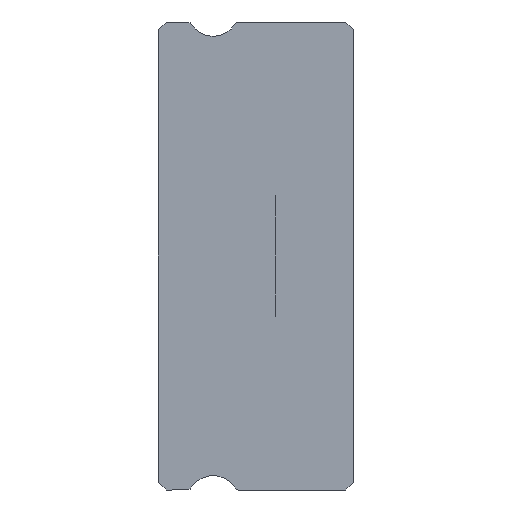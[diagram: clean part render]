
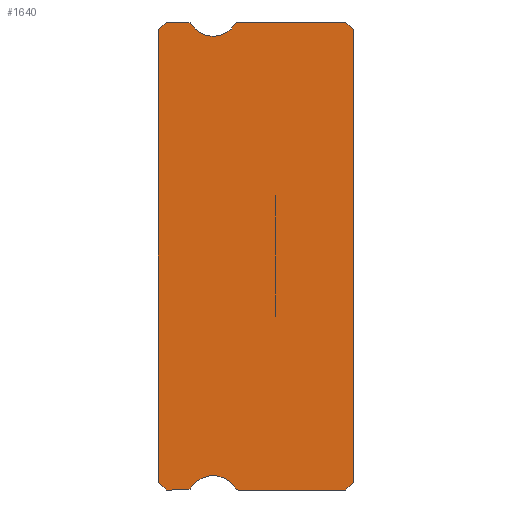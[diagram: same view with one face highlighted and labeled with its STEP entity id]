
A CAD part, left-side view. The second image highlights one B-rep face of the part: STEP entity #1640.
In plain terms, the highlighted planar face has unit normal (-1, 0, 0).
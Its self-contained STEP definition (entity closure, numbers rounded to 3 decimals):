
#66 = CARTESIAN_POINT ( 'NONE',  ( -5., 4.547, -8.928 ) ) ;
#69 = LINE ( 'NONE', #3867, #3598 ) ;
#155 = CARTESIAN_POINT ( 'NONE',  ( -5., 0., 8.7 ) ) ;
#193 = AXIS2_PLACEMENT_3D ( 'NONE', #3853, #495, #899 ) ;
#194 = VERTEX_POINT ( 'NONE', #575 ) ;
#202 = CARTESIAN_POINT ( 'NONE',  ( -5., 7.2, 9. ) ) ;
#228 = LINE ( 'NONE', #155, #1392 ) ;
#238 = VECTOR ( 'NONE', #4830, 1000. ) ;
#242 = DIRECTION ( 'NONE',  ( 0., 0., -1. ) ) ;
#262 = DIRECTION ( 'NONE',  ( 0., -0.707, -0.707 ) ) ;
#380 = CARTESIAN_POINT ( 'NONE',  ( -5., 7.5, 8.85 ) ) ;
#383 = CIRCLE ( 'NONE', #1938, 0.15 ) ;
#429 = PLANE ( 'NONE',  #4797 ) ;
#444 = CARTESIAN_POINT ( 'NONE',  ( -5., 6.381, -9. ) ) ;
#495 = DIRECTION ( 'NONE',  ( -1., 0., 0. ) ) ;
#522 = CARTESIAN_POINT ( 'NONE',  ( -5., 4.419, -9. ) ) ;
#523 = VERTEX_POINT ( 'NONE', #522 ) ;
#540 = ORIENTED_EDGE ( 'NONE', *, *, #2185, .F. ) ;
#564 = ORIENTED_EDGE ( 'NONE', *, *, #3987, .F. ) ;
#575 = CARTESIAN_POINT ( 'NONE',  ( -5., 6.381, 9. ) ) ;
#595 = ORIENTED_EDGE ( 'NONE', *, *, #3315, .F. ) ;
#609 = AXIS2_PLACEMENT_3D ( 'NONE', #3282, #3593, #3235 ) ;
#663 = VERTEX_POINT ( 'NONE', #1734 ) ;
#680 = CARTESIAN_POINT ( 'NONE',  ( -5., 6.253, -8.928 ) ) ;
#858 = CARTESIAN_POINT ( 'NONE',  ( -5., 7.2, -9. ) ) ;
#872 = ORIENTED_EDGE ( 'NONE', *, *, #2110, .T. ) ;
#893 = DIRECTION ( 'NONE',  ( 1., 0., 0. ) ) ;
#899 = DIRECTION ( 'NONE',  ( 0., 0., -1. ) ) ;
#904 = CARTESIAN_POINT ( 'NONE',  ( -5., 5.4, 9.45 ) ) ;
#918 = DIRECTION ( 'NONE',  ( 0., 0., 1. ) ) ;
#925 = ORIENTED_EDGE ( 'NONE', *, *, #4213, .T. ) ;
#1016 = DIRECTION ( 'NONE',  ( 1., 0., 0. ) ) ;
#1020 = LINE ( 'NONE', #3612, #3047 ) ;
#1060 = VERTEX_POINT ( 'NONE', #4702 ) ;
#1066 = CIRCLE ( 'NONE', #1697, 1. ) ;
#1149 = VECTOR ( 'NONE', #2164, 1000. ) ;
#1153 = CARTESIAN_POINT ( 'NONE',  ( -5., 6.381, -9. ) ) ;
#1194 = CARTESIAN_POINT ( 'NONE',  ( -5., 4.419, 9. ) ) ;
#1230 = AXIS2_PLACEMENT_3D ( 'NONE', #2801, #4629, #1681 ) ;
#1249 = LINE ( 'NONE', #2760, #1531 ) ;
#1284 = ORIENTED_EDGE ( 'NONE', *, *, #4730, .F. ) ;
#1316 = CARTESIAN_POINT ( 'NONE',  ( -5., 7.5, 8.7 ) ) ;
#1330 = LINE ( 'NONE', #4331, #4308 ) ;
#1333 = ORIENTED_EDGE ( 'NONE', *, *, #2870, .T. ) ;
#1342 = DIRECTION ( 'NONE',  ( 0., 0.707, -0.707 ) ) ;
#1392 = VECTOR ( 'NONE', #918, 1000. ) ;
#1404 = DIRECTION ( 'NONE',  ( 0., 0., 1. ) ) ;
#1469 = DIRECTION ( 'NONE',  ( 0., 0., -1. ) ) ;
#1531 = VECTOR ( 'NONE', #4640, 1000. ) ;
#1542 = VECTOR ( 'NONE', #1551, 1000. ) ;
#1551 = DIRECTION ( 'NONE',  ( 0., -1., 0. ) ) ;
#1640 = ADVANCED_FACE ( 'NONE', ( #2268 ), #429, .F. ) ;
#1681 = DIRECTION ( 'NONE',  ( 0., 0., -1. ) ) ;
#1697 = AXIS2_PLACEMENT_3D ( 'NONE', #904, #2086, #242 ) ;
#1734 = CARTESIAN_POINT ( 'NONE',  ( -5., 4.547, 8.928 ) ) ;
#1756 = EDGE_CURVE ( 'NONE', #4783, #4131, #3325, .T. ) ;
#1816 = VERTEX_POINT ( 'NONE', #1901 ) ;
#1899 = EDGE_CURVE ( 'NONE', #3517, #1816, #69, .T. ) ;
#1901 = CARTESIAN_POINT ( 'NONE',  ( -5., 0.3, 9. ) ) ;
#1923 = DIRECTION ( 'NONE',  ( 0., 0., -1. ) ) ;
#1938 = AXIS2_PLACEMENT_3D ( 'NONE', #4154, #1016, #3576 ) ;
#2019 = CARTESIAN_POINT ( 'NONE',  ( -5., 0.3, -9. ) ) ;
#2026 = CIRCLE ( 'NONE', #2333, 1. ) ;
#2086 = DIRECTION ( 'NONE',  ( -1., 0., 0. ) ) ;
#2110 = EDGE_CURVE ( 'NONE', #194, #2276, #3550, .T. ) ;
#2164 = DIRECTION ( 'NONE',  ( 0., 1., 0. ) ) ;
#2174 = VERTEX_POINT ( 'NONE', #2566 ) ;
#2185 = EDGE_CURVE ( 'NONE', #3818, #2889, #2026, .T. ) ;
#2268 = FACE_OUTER_BOUND ( 'NONE', #3134, .T. ) ;
#2276 = VERTEX_POINT ( 'NONE', #3846 ) ;
#2333 = AXIS2_PLACEMENT_3D ( 'NONE', #2592, #3353, #1469 ) ;
#2437 = ORIENTED_EDGE ( 'NONE', *, *, #3030, .F. ) ;
#2471 = EDGE_CURVE ( 'NONE', #3845, #523, #1330, .T. ) ;
#2511 = ORIENTED_EDGE ( 'NONE', *, *, #1756, .F. ) ;
#2566 = CARTESIAN_POINT ( 'NONE',  ( -5., 0., -8.7 ) ) ;
#2592 = CARTESIAN_POINT ( 'NONE',  ( -5., 5.4, -9.45 ) ) ;
#2744 = DIRECTION ( 'NONE',  ( 0., -1., 0. ) ) ;
#2760 = CARTESIAN_POINT ( 'NONE',  ( -5., 0.3, 9. ) ) ;
#2801 = CARTESIAN_POINT ( 'NONE',  ( -5., 6.381, -8.85 ) ) ;
#2870 = EDGE_CURVE ( 'NONE', #2276, #1060, #4677, .T. ) ;
#2878 = EDGE_CURVE ( 'NONE', #4676, #3901, #1020, .T. ) ;
#2889 = VERTEX_POINT ( 'NONE', #680 ) ;
#2903 = ORIENTED_EDGE ( 'NONE', *, *, #1899, .F. ) ;
#2953 = VERTEX_POINT ( 'NONE', #3727 ) ;
#2960 = LINE ( 'NONE', #4440, #238 ) ;
#3030 = EDGE_CURVE ( 'NONE', #194, #4783, #3530, .T. ) ;
#3047 = VECTOR ( 'NONE', #262, 1000. ) ;
#3061 = EDGE_CURVE ( 'NONE', #3901, #3225, #4600, .T. ) ;
#3062 = AXIS2_PLACEMENT_3D ( 'NONE', #3148, #893, #1923 ) ;
#3134 = EDGE_LOOP ( 'NONE', ( #1284, #3969, #4368, #3481, #540, #564, #4348, #3155, #925, #595, #2903, #3484, #4803, #2511, #2437, #872, #1333 ) ) ;
#3135 = CIRCLE ( 'NONE', #1230, 0.15 ) ;
#3148 = CARTESIAN_POINT ( 'NONE',  ( -5., 6.381, 8.85 ) ) ;
#3155 = ORIENTED_EDGE ( 'NONE', *, *, #4112, .F. ) ;
#3225 = VERTEX_POINT ( 'NONE', #1153 ) ;
#3235 = DIRECTION ( 'NONE',  ( 0., 0., -1. ) ) ;
#3282 = CARTESIAN_POINT ( 'NONE',  ( -5., 4.419, -8.85 ) ) ;
#3315 = EDGE_CURVE ( 'NONE', #1816, #2953, #1249, .T. ) ;
#3325 = CIRCLE ( 'NONE', #193, 1. ) ;
#3353 = DIRECTION ( 'NONE',  ( -1., 0., 0. ) ) ;
#3377 = CARTESIAN_POINT ( 'NONE',  ( -5., 7.5, -8.7 ) ) ;
#3409 = EDGE_CURVE ( 'NONE', #4131, #663, #1066, .T. ) ;
#3420 = LINE ( 'NONE', #380, #4296 ) ;
#3481 = ORIENTED_EDGE ( 'NONE', *, *, #4337, .F. ) ;
#3484 = ORIENTED_EDGE ( 'NONE', *, *, #3636, .F. ) ;
#3517 = VERTEX_POINT ( 'NONE', #1194 ) ;
#3530 = CIRCLE ( 'NONE', #3062, 0.15 ) ;
#3550 = LINE ( 'NONE', #202, #1149 ) ;
#3576 = DIRECTION ( 'NONE',  ( 0., 0., -1. ) ) ;
#3593 = DIRECTION ( 'NONE',  ( 1., 0., 0. ) ) ;
#3598 = VECTOR ( 'NONE', #2744, 1000. ) ;
#3612 = CARTESIAN_POINT ( 'NONE',  ( -5., 7.2, -9. ) ) ;
#3636 = EDGE_CURVE ( 'NONE', #663, #3517, #383, .T. ) ;
#3691 = VECTOR ( 'NONE', #1342, 1000. ) ;
#3727 = CARTESIAN_POINT ( 'NONE',  ( -5., 0., 8.7 ) ) ;
#3818 = VERTEX_POINT ( 'NONE', #66 ) ;
#3845 = VERTEX_POINT ( 'NONE', #2019 ) ;
#3846 = CARTESIAN_POINT ( 'NONE',  ( -5., 7.2, 9. ) ) ;
#3853 = CARTESIAN_POINT ( 'NONE',  ( -5., 5.4, 9.45 ) ) ;
#3867 = CARTESIAN_POINT ( 'NONE',  ( -5., 6.381, 9. ) ) ;
#3901 = VERTEX_POINT ( 'NONE', #858 ) ;
#3958 = DIRECTION ( 'NONE',  ( 0., 1., 0. ) ) ;
#3969 = ORIENTED_EDGE ( 'NONE', *, *, #2878, .T. ) ;
#3987 = EDGE_CURVE ( 'NONE', #523, #3818, #4601, .T. ) ;
#4112 = EDGE_CURVE ( 'NONE', #2174, #3845, #2960, .T. ) ;
#4131 = VERTEX_POINT ( 'NONE', #4300 ) ;
#4154 = CARTESIAN_POINT ( 'NONE',  ( -5., 4.419, 8.85 ) ) ;
#4200 = CARTESIAN_POINT ( 'NONE',  ( -5., 6.381, 8.85 ) ) ;
#4213 = EDGE_CURVE ( 'NONE', #2174, #2953, #228, .T. ) ;
#4296 = VECTOR ( 'NONE', #1404, 1000. ) ;
#4300 = CARTESIAN_POINT ( 'NONE',  ( -5., 5.4, 8.45 ) ) ;
#4308 = VECTOR ( 'NONE', #3958, 1000. ) ;
#4331 = CARTESIAN_POINT ( 'NONE',  ( -5., 6.381, -9. ) ) ;
#4337 = EDGE_CURVE ( 'NONE', #2889, #3225, #3135, .T. ) ;
#4348 = ORIENTED_EDGE ( 'NONE', *, *, #2471, .F. ) ;
#4360 = DIRECTION ( 'NONE',  ( 0., 0., -1. ) ) ;
#4368 = ORIENTED_EDGE ( 'NONE', *, *, #3061, .T. ) ;
#4380 = CARTESIAN_POINT ( 'NONE',  ( -5., 6.253, 8.928 ) ) ;
#4383 = DIRECTION ( 'NONE',  ( 1., 0., 0. ) ) ;
#4440 = CARTESIAN_POINT ( 'NONE',  ( -5., 0., -8.7 ) ) ;
#4600 = LINE ( 'NONE', #444, #1542 ) ;
#4601 = CIRCLE ( 'NONE', #609, 0.15 ) ;
#4629 = DIRECTION ( 'NONE',  ( 1., 0., 0. ) ) ;
#4640 = DIRECTION ( 'NONE',  ( 0., -0.707, -0.707 ) ) ;
#4676 = VERTEX_POINT ( 'NONE', #3377 ) ;
#4677 = LINE ( 'NONE', #1316, #3691 ) ;
#4702 = CARTESIAN_POINT ( 'NONE',  ( -5., 7.5, 8.7 ) ) ;
#4730 = EDGE_CURVE ( 'NONE', #4676, #1060, #3420, .T. ) ;
#4783 = VERTEX_POINT ( 'NONE', #4380 ) ;
#4797 = AXIS2_PLACEMENT_3D ( 'NONE', #4200, #4383, #4360 ) ;
#4803 = ORIENTED_EDGE ( 'NONE', *, *, #3409, .F. ) ;
#4830 = DIRECTION ( 'NONE',  ( 0., 0.707, -0.707 ) ) ;
